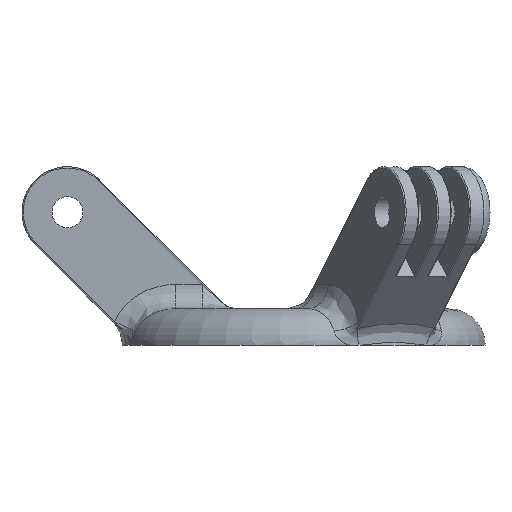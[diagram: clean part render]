
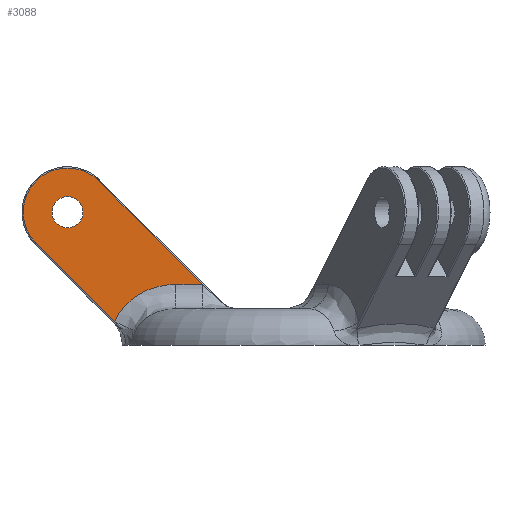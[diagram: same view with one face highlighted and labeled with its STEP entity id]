
A CAD part, left-side view. The second image highlights one B-rep face of the part: STEP entity #3088.
In plain terms, the highlighted planar face has unit normal (-1, 0, 0).
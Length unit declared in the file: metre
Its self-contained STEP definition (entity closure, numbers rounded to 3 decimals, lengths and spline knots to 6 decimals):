
#195=LINE('',#4898,#435);
#196=LINE('',#4908,#436);
#197=LINE('',#4910,#437);
#435=VECTOR('',#3813,1.);
#436=VECTOR('',#3814,1.);
#437=VECTOR('',#3815,1.);
#618=PLANE('',#3321);
#696=B_SPLINE_CURVE_WITH_KNOTS('',3,(#4901,#4902,#4903,#4904,#4905,#4906),
 .UNSPECIFIED.,.F.,.F.,(4,1,1,4),(0.,0.006327,0.009491,
0.012654),.UNSPECIFIED.);
#937=ORIENTED_EDGE('',*,*,#1790,.T.);
#938=ORIENTED_EDGE('',*,*,#1791,.T.);
#939=ORIENTED_EDGE('',*,*,#1792,.T.);
#940=ORIENTED_EDGE('',*,*,#1793,.T.);
#941=ORIENTED_EDGE('',*,*,#1794,.T.);
#942=ORIENTED_EDGE('',*,*,#1795,.T.);
#1790=EDGE_CURVE('',#2223,#2224,#195,.F.);
#1791=EDGE_CURVE('',#2224,#2225,#696,.T.);
#1792=EDGE_CURVE('',#2225,#2226,#196,.T.);
#1793=EDGE_CURVE('',#2226,#2227,#197,.T.);
#1794=EDGE_CURVE('',#2227,#2223,#2431,.T.);
#1795=EDGE_CURVE('',#2228,#2228,#2432,.F.);
#2223=VERTEX_POINT('',#4899);
#2224=VERTEX_POINT('',#4900);
#2225=VERTEX_POINT('',#4907);
#2226=VERTEX_POINT('',#4909);
#2227=VERTEX_POINT('',#4911);
#2228=VERTEX_POINT('',#4914);
#2431=CIRCLE('',#3322,0.0073);
#2432=CIRCLE('',#3323,0.00255);
#2611=EDGE_LOOP('',(#937,#938,#939,#940,#941));
#2612=EDGE_LOOP('',(#942));
#2844=FACE_BOUND('',#2611,.T.);
#2845=FACE_BOUND('',#2612,.T.);
#3088=ADVANCED_FACE('',(#2844,#2845),#618,.T.);
#3321=AXIS2_PLACEMENT_3D('',#4897,#3811,#3812);
#3322=AXIS2_PLACEMENT_3D('',#4912,#3816,#3817);
#3323=AXIS2_PLACEMENT_3D('',#4913,#3818,#3819);
#3811=DIRECTION('',(-1.,0.,0.));
#3812=DIRECTION('',(0.,-1.,0.));
#3813=DIRECTION('',(0.,0.707,0.707));
#3814=DIRECTION('',(0.,-1.,0.));
#3815=DIRECTION('',(0.,0.707,0.707));
#3816=DIRECTION('',(-1.,0.,0.));
#3817=DIRECTION('',(0.,-1.,0.));
#3818=DIRECTION('',(-1.,0.,0.));
#3819=DIRECTION('',(0.,-1.,0.));
#4897=CARTESIAN_POINT('',(-0.0075,0.011695,-0.005305));
#4898=CARTESIAN_POINT('',(-0.0075,0.027465,0.000141));
#4899=CARTESIAN_POINT('',(-0.0075,0.044072,0.016748));
#4900=CARTESIAN_POINT('',(-0.0075,0.031175,0.003851));
#4901=CARTESIAN_POINT('',(-0.0075,0.031175,0.003851));
#4902=CARTESIAN_POINT('',(-0.0075,0.030317,0.00578));
#4903=CARTESIAN_POINT('',(-0.0075,0.0281,0.008162));
#4904=CARTESIAN_POINT('',(-0.0075,0.024186,0.009748));
#4905=CARTESIAN_POINT('',(-0.0075,0.022117,0.01));
#4906=CARTESIAN_POINT('',(-0.0075,0.021065,0.01));
#4907=CARTESIAN_POINT('',(-0.0075,0.021065,0.01));
#4908=CARTESIAN_POINT('',(-0.0075,0.012676,0.01));
#4909=CARTESIAN_POINT('',(-0.0075,0.016676,0.01));
#4910=CARTESIAN_POINT('',(-0.0075,0.006533,-0.000143));
#4911=CARTESIAN_POINT('',(-0.0075,0.033748,0.027072));
#4912=CARTESIAN_POINT('',(-0.0075,0.03891,0.02191));
#4913=CARTESIAN_POINT('',(-0.0075,0.03891,0.02191));
#4914=CARTESIAN_POINT('',(-0.0075,0.03636,0.02191));
